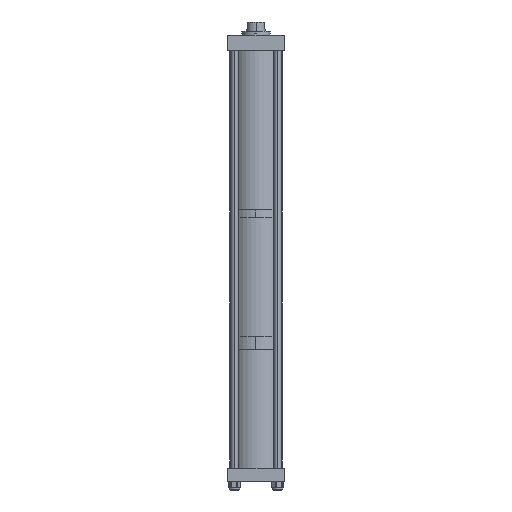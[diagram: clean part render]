
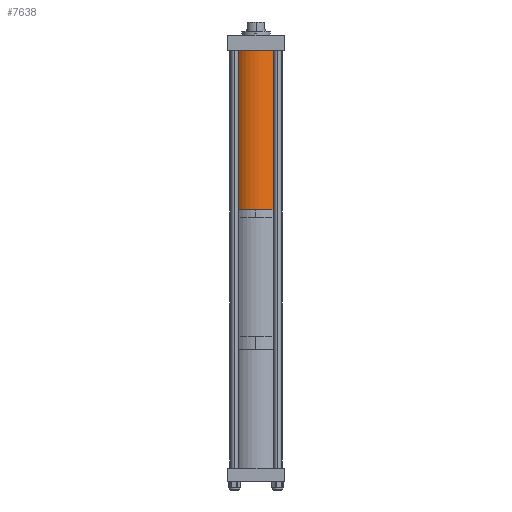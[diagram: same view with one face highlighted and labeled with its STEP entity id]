
A CAD part, left-side view. The second image highlights one B-rep face of the part: STEP entity #7638.
In plain terms, the highlighted cylindrical face has radius 88.9 mm (diameter 177.8 mm), a partial arc.
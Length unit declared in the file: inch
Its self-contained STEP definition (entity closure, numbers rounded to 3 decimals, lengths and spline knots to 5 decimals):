
#128 = VERTEX_POINT ( 'NONE', #8763 ) ;
#197 = DIRECTION ( 'NONE',  ( -1., 0., 0. ) ) ;
#761 = DIRECTION ( 'NONE',  ( 1., 0., 0. ) ) ;
#960 = AXIS2_PLACEMENT_3D ( 'NONE', #5355, #3573, #197 ) ;
#1648 = DIRECTION ( 'NONE',  ( 0., 0., 1. ) ) ;
#1710 = AXIS2_PLACEMENT_3D ( 'NONE', #2440, #1648, #761 ) ;
#2440 = CARTESIAN_POINT ( 'NONE',  ( 0., 0., 0. ) ) ;
#2679 = DIRECTION ( 'NONE',  ( 0., 0., -1. ) ) ;
#2831 = EDGE_CURVE ( 'NONE', #8358, #4828, #3006, .T. ) ;
#2862 = LINE ( 'NONE', #10368, #4754 ) ;
#3006 = CIRCLE ( 'NONE', #9150, 3.5 ) ;
#3083 = LINE ( 'NONE', #10696, #10533 ) ;
#3479 = ORIENTED_EDGE ( 'NONE', *, *, #11158, .T. ) ;
#3573 = DIRECTION ( 'NONE',  ( 0., 0., -1. ) ) ;
#4160 = EDGE_CURVE ( 'NONE', #8358, #6072, #2862, .T. ) ;
#4216 = CARTESIAN_POINT ( 'NONE',  ( 0., 0., 21.09 ) ) ;
#4754 = VECTOR ( 'NONE', #2679, 39.37008 ) ;
#4828 = VERTEX_POINT ( 'NONE', #7555 ) ;
#5054 = DIRECTION ( 'NONE',  ( 1., 0., 0. ) ) ;
#5355 = CARTESIAN_POINT ( 'NONE',  ( 0., 0., 21.09 ) ) ;
#5367 = CARTESIAN_POINT ( 'NONE',  ( -3.5, 0., 0. ) ) ;
#5510 = DIRECTION ( 'NONE',  ( 0., 0., -1. ) ) ;
#5904 = ORIENTED_EDGE ( 'NONE', *, *, #6646, .F. ) ;
#6072 = VERTEX_POINT ( 'NONE', #5367 ) ;
#6536 = CIRCLE ( 'NONE', #1710, 3.5 ) ;
#6646 = EDGE_CURVE ( 'NONE', #4828, #128, #3083, .T. ) ;
#6730 = ORIENTED_EDGE ( 'NONE', *, *, #4160, .T. ) ;
#6853 = DIRECTION ( 'NONE',  ( 0., 0., 1. ) ) ;
#7518 = CYLINDRICAL_SURFACE ( 'NONE', #960, 3.5 ) ;
#7555 = CARTESIAN_POINT ( 'NONE',  ( 3.5, 0., 21.09 ) ) ;
#7638 = ADVANCED_FACE ( 'NONE', ( #7803 ), #7518, .T. ) ;
#7803 = FACE_OUTER_BOUND ( 'NONE', #7818, .T. ) ;
#7818 = EDGE_LOOP ( 'NONE', ( #5904, #10343, #6730, #3479 ) ) ;
#8358 = VERTEX_POINT ( 'NONE', #10757 ) ;
#8763 = CARTESIAN_POINT ( 'NONE',  ( 3.5, 0., 0. ) ) ;
#9150 = AXIS2_PLACEMENT_3D ( 'NONE', #4216, #6853, #5054 ) ;
#10343 = ORIENTED_EDGE ( 'NONE', *, *, #2831, .F. ) ;
#10368 = CARTESIAN_POINT ( 'NONE',  ( -3.5, 0., 21.09 ) ) ;
#10533 = VECTOR ( 'NONE', #5510, 39.37008 ) ;
#10696 = CARTESIAN_POINT ( 'NONE',  ( 3.5, 0., 21.09 ) ) ;
#10757 = CARTESIAN_POINT ( 'NONE',  ( -3.5, 0., 21.09 ) ) ;
#11158 = EDGE_CURVE ( 'NONE', #6072, #128, #6536, .T. ) ;
